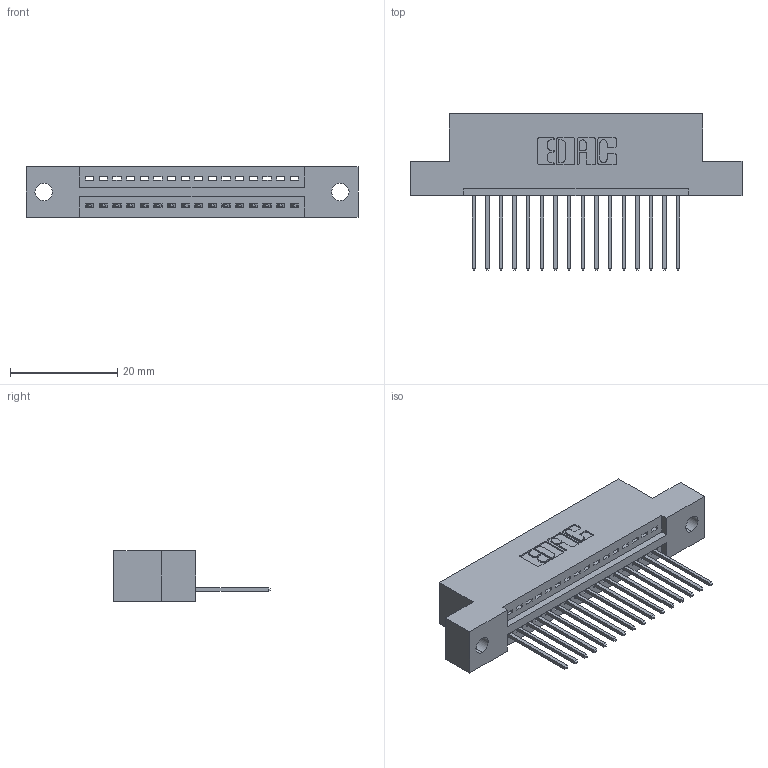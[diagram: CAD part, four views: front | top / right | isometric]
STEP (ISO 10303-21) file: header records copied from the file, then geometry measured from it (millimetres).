
FILE_DESCRIPTION (( 'STEP AP203' ), '1' );
FILE_NAME ('345-016-540-102.STEP', '2019-10-04T13:46:10', ( '' ), ( '' ), 'SwSTEP 2.0', 'SolidWorks 2016', '' );
FILE_SCHEMA (( 'CONFIG_CONTROL_DESIGN' ));
Length unit declared in the file: inch
Products named in the file (3): 345-016-540-102; 345 Part_Flush Mounting Lugs - 0.128 Dia; 345-292-001_345-293-140
Assembly tree (17 placements, depth 2):
  345-016-540-102
    345 Part_Flush Mounting Lugs - 0.128 Dia
    345-292-001_345-293-140  x16
Bounding box: 61.85 x 29.13 x 9.4 mm (x, y, z)
Volume: 5646.5 mm3; surface area: 7034.7 mm2
Topology: 17 solids, 17 shells, 1054 faces, 3157 edges, 2082 vertices
Faces by surface type: plane 720, cylinder 334
Entity records: 15563 total; most frequent: CARTESIAN_POINT 2704, ORIENTED_EDGE 2654, DIRECTION 2399, EDGE_CURVE 1327, VECTOR 1131, LINE 1131, VERTEX_POINT 882, AXIS2_PLACEMENT_3D 634
